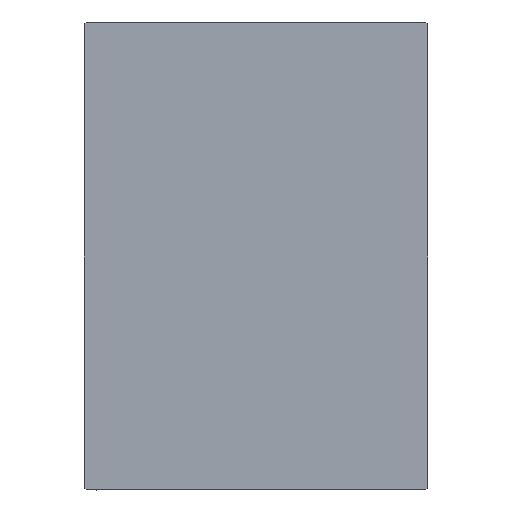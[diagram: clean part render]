
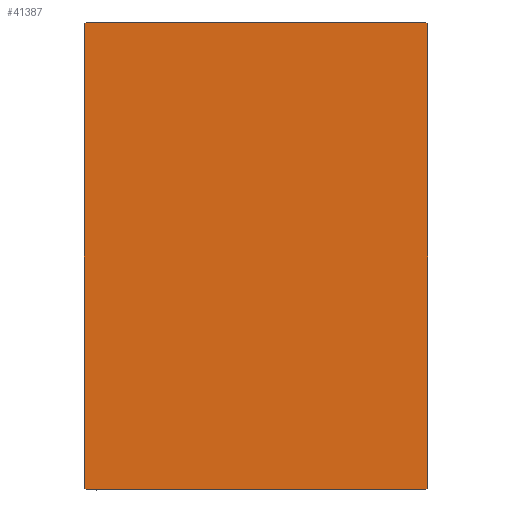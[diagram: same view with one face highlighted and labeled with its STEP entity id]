
A CAD part, left-side view. The second image highlights one B-rep face of the part: STEP entity #41387.
In plain terms, the highlighted face is planar.
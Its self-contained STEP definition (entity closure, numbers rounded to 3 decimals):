
#456 = EDGE_CURVE ( 'NONE', #15751, #3062, #39565, .T. ) ;
#1219 = CARTESIAN_POINT ( 'NONE',  ( 135., -27.5, 37.5 ) ) ;
#1727 = CARTESIAN_POINT ( 'NONE',  ( 135., 27.5, 37.2 ) ) ;
#1786 = DIRECTION ( 'NONE',  ( 0., 0., -1. ) ) ;
#2074 = CARTESIAN_POINT ( 'NONE',  ( 135., 32.35, 32.35 ) ) ;
#2943 = LINE ( 'NONE', #33559, #8718 ) ;
#3062 = VERTEX_POINT ( 'NONE', #7682 ) ;
#3580 = DIRECTION ( 'NONE',  ( 0., -0.707, -0.707 ) ) ;
#4696 = CARTESIAN_POINT ( 'NONE',  ( 135., -27.2, -37.5 ) ) ;
#5137 = VERTEX_POINT ( 'NONE', #30527 ) ;
#5207 = EDGE_CURVE ( 'NONE', #32218, #7386, #31608, .T. ) ;
#6376 = VECTOR ( 'NONE', #42242, 1000. ) ;
#7351 = LINE ( 'NONE', #30429, #9398 ) ;
#7386 = VERTEX_POINT ( 'NONE', #7444 ) ;
#7444 = CARTESIAN_POINT ( 'NONE',  ( 135., -27.5, -37.2 ) ) ;
#7682 = CARTESIAN_POINT ( 'NONE',  ( 135., 27.2, 37.5 ) ) ;
#8718 = VECTOR ( 'NONE', #30008, 1000. ) ;
#9398 = VECTOR ( 'NONE', #3580, 1000. ) ;
#10180 = CARTESIAN_POINT ( 'NONE',  ( 135., -32.35, -32.35 ) ) ;
#10697 = EDGE_CURVE ( 'NONE', #5137, #32218, #7351, .T. ) ;
#11109 = CARTESIAN_POINT ( 'NONE',  ( 135., 27.5, -37.2 ) ) ;
#13225 = CARTESIAN_POINT ( 'NONE',  ( 135., 27.5, 37.5 ) ) ;
#13497 = DIRECTION ( 'NONE',  ( 0., 0.707, -0.707 ) ) ;
#13654 = VECTOR ( 'NONE', #43219, 1000. ) ;
#14284 = VECTOR ( 'NONE', #13497, 1000. ) ;
#14628 = CARTESIAN_POINT ( 'NONE',  ( 135., 0., 0. ) ) ;
#15594 = CARTESIAN_POINT ( 'NONE',  ( 135., 27.5, -37.5 ) ) ;
#15751 = VERTEX_POINT ( 'NONE', #1727 ) ;
#15755 = VECTOR ( 'NONE', #18732, 1000. ) ;
#15986 = ORIENTED_EDGE ( 'NONE', *, *, #10697, .T. ) ;
#16233 = VECTOR ( 'NONE', #26777, 1000. ) ;
#18634 = DIRECTION ( 'NONE',  ( 1., 0., 0. ) ) ;
#18732 = DIRECTION ( 'NONE',  ( 0., 0., -1. ) ) ;
#21264 = CARTESIAN_POINT ( 'NONE',  ( 135., -27.5, 37.2 ) ) ;
#21948 = FACE_OUTER_BOUND ( 'NONE', #43636, .T. ) ;
#21959 = CARTESIAN_POINT ( 'NONE',  ( 135., 27.2, -37.5 ) ) ;
#22229 = ORIENTED_EDGE ( 'NONE', *, *, #38983, .T. ) ;
#22472 = DIRECTION ( 'NONE',  ( 0., -0.707, 0.707 ) ) ;
#22817 = ORIENTED_EDGE ( 'NONE', *, *, #35770, .T. ) ;
#22844 = LINE ( 'NONE', #10180, #14284 ) ;
#24285 = EDGE_CURVE ( 'NONE', #3062, #5137, #33225, .T. ) ;
#25923 = CARTESIAN_POINT ( 'NONE',  ( 135., 32.35, -32.35 ) ) ;
#26047 = EDGE_CURVE ( 'NONE', #35000, #15751, #32261, .T. ) ;
#26777 = DIRECTION ( 'NONE',  ( 0., -1., 0. ) ) ;
#27322 = VERTEX_POINT ( 'NONE', #4696 ) ;
#27358 = ORIENTED_EDGE ( 'NONE', *, *, #456, .T. ) ;
#30008 = DIRECTION ( 'NONE',  ( 0., 1., 0. ) ) ;
#30429 = CARTESIAN_POINT ( 'NONE',  ( 135., -32.35, 32.35 ) ) ;
#30527 = CARTESIAN_POINT ( 'NONE',  ( 135., -27.2, 37.5 ) ) ;
#31173 = VERTEX_POINT ( 'NONE', #21959 ) ;
#31608 = LINE ( 'NONE', #1219, #15755 ) ;
#31729 = PLANE ( 'NONE',  #32874 ) ;
#32218 = VERTEX_POINT ( 'NONE', #21264 ) ;
#32261 = LINE ( 'NONE', #15594, #6376 ) ;
#32874 = AXIS2_PLACEMENT_3D ( 'NONE', #14628, #18634, #1786 ) ;
#33225 = LINE ( 'NONE', #13225, #16233 ) ;
#33559 = CARTESIAN_POINT ( 'NONE',  ( 135., -27.5, -37.5 ) ) ;
#34017 = ORIENTED_EDGE ( 'NONE', *, *, #43644, .T. ) ;
#35000 = VERTEX_POINT ( 'NONE', #11109 ) ;
#35466 = VECTOR ( 'NONE', #22472, 1000. ) ;
#35770 = EDGE_CURVE ( 'NONE', #7386, #27322, #22844, .T. ) ;
#36073 = ORIENTED_EDGE ( 'NONE', *, *, #5207, .T. ) ;
#36346 = LINE ( 'NONE', #25923, #13654 ) ;
#37162 = ORIENTED_EDGE ( 'NONE', *, *, #26047, .T. ) ;
#37951 = ORIENTED_EDGE ( 'NONE', *, *, #24285, .T. ) ;
#38983 = EDGE_CURVE ( 'NONE', #31173, #35000, #36346, .T. ) ;
#39565 = LINE ( 'NONE', #2074, #35466 ) ;
#41387 = ADVANCED_FACE ( 'NONE', ( #21948 ), #31729, .T. ) ;
#42242 = DIRECTION ( 'NONE',  ( 0., 0., 1. ) ) ;
#43219 = DIRECTION ( 'NONE',  ( 0., 0.707, 0.707 ) ) ;
#43636 = EDGE_LOOP ( 'NONE', ( #34017, #22229, #37162, #27358, #37951, #15986, #36073, #22817 ) ) ;
#43644 = EDGE_CURVE ( 'NONE', #27322, #31173, #2943, .T. ) ;
